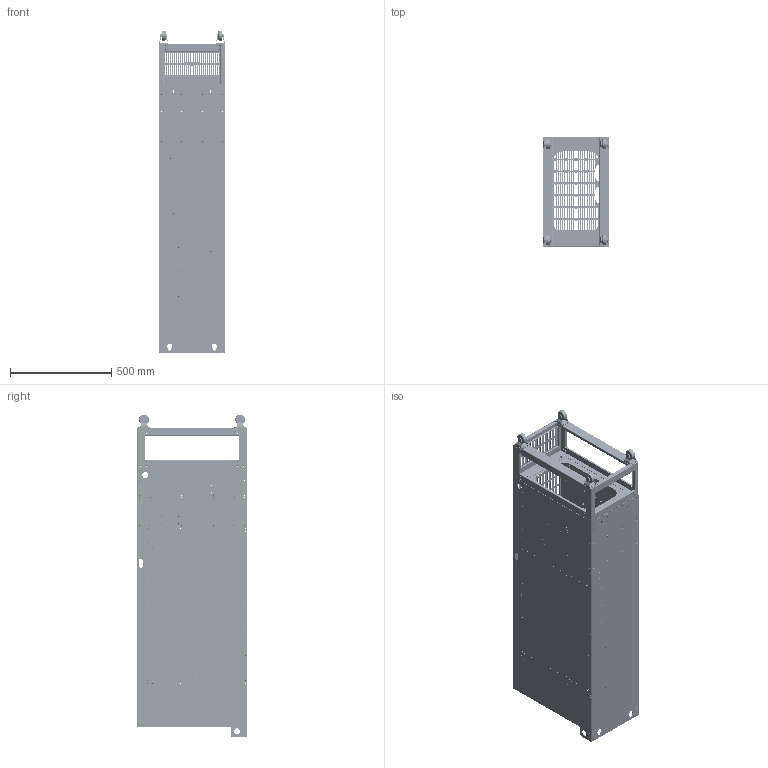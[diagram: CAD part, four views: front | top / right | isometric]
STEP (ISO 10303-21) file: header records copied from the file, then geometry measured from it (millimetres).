
FILE_DESCRIPTION((''),'2;1');
FILE_NAME('Z2400-250G_ASM','2019-04-15T',('PC-TR'),(''),'PRO/ENGINEER BY PARAMETRIC TECHNOLOGY CORPORATION, 2010280','PRO/ENGINEER BY PARAMETRIC TECHNOLOGY CORPORATION, 2010280','');
FILE_SCHEMA(('CONFIG_CONTROL_DESIGN'));
Products named in the file (1): Z2400-250G_ASM
Bounding box: 330 x 544.5 x 1595 mm (x, y, z)
Surface area: 6529589.2 mm2 (no closed solid volume)
Topology: 0 solids, 49 shells, 4811 faces, 13320 edges, 8556 vertices
Faces by surface type: cylinder 2336, plane 1907, cone 548, torus 16, bspline 4
Entity records: 158922 total; most frequent: DIRECTION 28518, CARTESIAN_POINT 27449, ORIENTED_EDGE 26552, EDGE_CURVE 13320, AXIS2_PLACEMENT_3D 10507, VERTEX_POINT 8556, VECTOR 7504, LINE 7504
